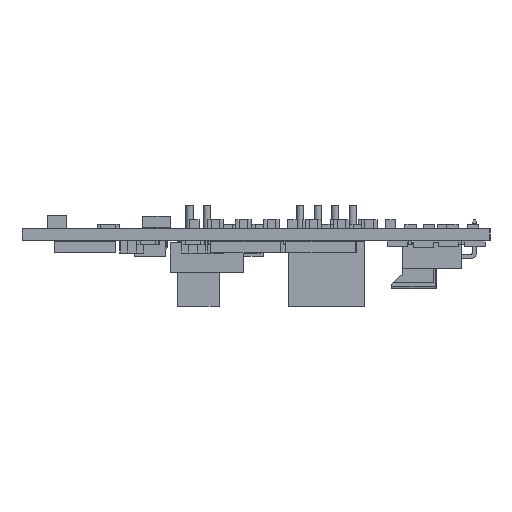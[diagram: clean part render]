
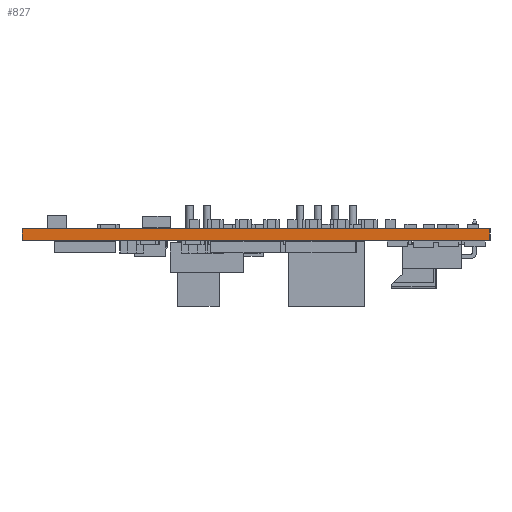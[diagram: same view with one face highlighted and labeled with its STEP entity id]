
A CAD part, left-side view. The second image highlights one B-rep face of the part: STEP entity #827.
In plain terms, the highlighted planar face has unit normal (-1, 0, 0).
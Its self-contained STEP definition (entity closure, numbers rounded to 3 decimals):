
#729 = EDGE_CURVE('',#730,#732,#734,.T.);
#730 = VERTEX_POINT('',#731);
#731 = CARTESIAN_POINT('',(0.,0.,0.));
#732 = VERTEX_POINT('',#733);
#733 = CARTESIAN_POINT('',(0.,0.,1.691));
#734 = LINE('',#735,#736);
#735 = CARTESIAN_POINT('',(0.,0.,0.));
#736 = VECTOR('',#737,1.);
#737 = DIRECTION('',(0.,0.,1.));
#802 = VERTEX_POINT('',#803);
#803 = CARTESIAN_POINT('',(0.,67.,1.691));
#809 = EDGE_CURVE('',#810,#802,#812,.T.);
#810 = VERTEX_POINT('',#811);
#811 = CARTESIAN_POINT('',(0.,67.,0.));
#812 = LINE('',#813,#814);
#813 = CARTESIAN_POINT('',(0.,67.,0.));
#814 = VECTOR('',#815,1.);
#815 = DIRECTION('',(0.,0.,1.));
#827 = ADVANCED_FACE('',(#828),#844,.F.);
#828 = FACE_BOUND('',#829,.F.);
#829 = EDGE_LOOP('',(#830,#831,#837,#838));
#830 = ORIENTED_EDGE('',*,*,#809,.T.);
#831 = ORIENTED_EDGE('',*,*,#832,.T.);
#832 = EDGE_CURVE('',#802,#732,#833,.T.);
#833 = LINE('',#834,#835);
#834 = CARTESIAN_POINT('',(0.,67.,1.691));
#835 = VECTOR('',#836,1.);
#836 = DIRECTION('',(0.,-1.,0.));
#837 = ORIENTED_EDGE('',*,*,#729,.F.);
#838 = ORIENTED_EDGE('',*,*,#839,.F.);
#839 = EDGE_CURVE('',#810,#730,#840,.T.);
#840 = LINE('',#841,#842);
#841 = CARTESIAN_POINT('',(0.,67.,0.));
#842 = VECTOR('',#843,1.);
#843 = DIRECTION('',(0.,-1.,0.));
#844 = PLANE('',#845);
#845 = AXIS2_PLACEMENT_3D('',#846,#847,#848);
#846 = CARTESIAN_POINT('',(0.,67.,0.));
#847 = DIRECTION('',(1.,0.,0.));
#848 = DIRECTION('',(0.,-1.,0.));
